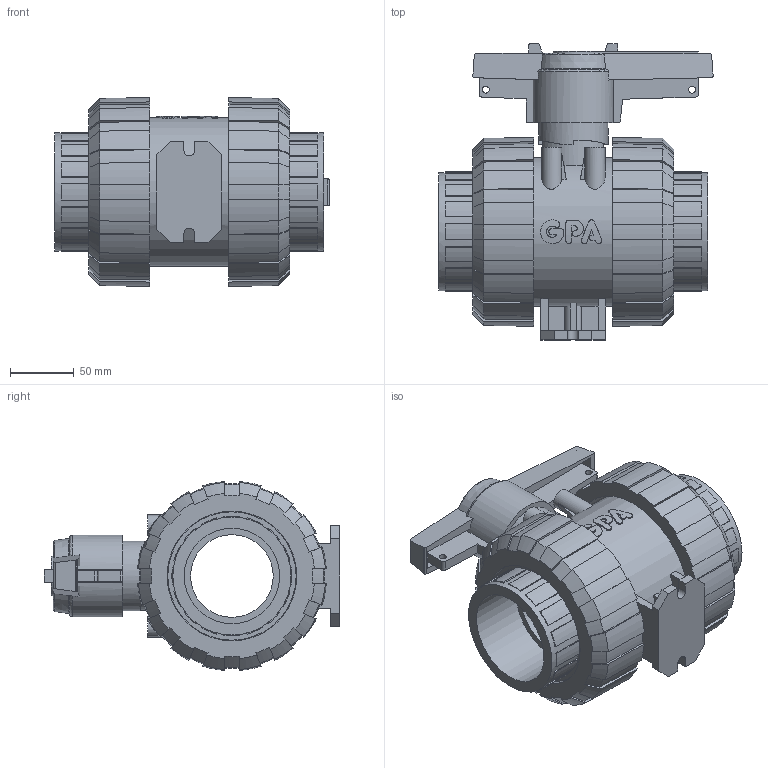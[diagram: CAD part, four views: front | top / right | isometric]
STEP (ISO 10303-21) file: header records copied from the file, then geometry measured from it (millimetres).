
FILE_DESCRIPTION(/* description */ ('PVC Ball Valve type M1 with EPDM gasket and PVC Sockets, Ø75/DN65, PN16'),/* implementation_level */ '2;1');
FILE_NAME(/* name */ 'M1IU-E-075',/* time_stamp */ '2022-08-04T16:47:02+02:00',/* author */ ('COAB Solutions - www.coabsolutions.com'),/* organization */ ('GPA Flowsystem'),/* preprocessor_version */ 'ST-DEVELOPER v18.1',/* originating_system */ 'coabsolutions.com',/* authorisation */ 'unknown authorization');
FILE_SCHEMA (('AUTOMOTIVE_DESIGN { 1 0 10303 214 3 1 1 }'));
Length unit declared in the file: millimetre
Products named in the file (1): M1IU-E-075
Bounding box: 215.7 x 232.83 x 148.54 mm (x, y, z)
Volume: 2089698.3 mm3; surface area: 311483.3 mm2
Topology: 1 solids, 1 shells, 570 faces, 1638 edges, 1091 vertices
Faces by surface type: plane 320, cone 140, cylinder 81, bspline 21, torus 8
Full cylindrical faces by diameter (mm): 5.5 x2, 16 x4, 54.7 x1, 65 x1, 75 x2, 92.9 x2, 101 x2, 102 x2, 114.5 x2, 117 x1, 123.3 x2
Entity records: 19591 total; most frequent: CARTESIAN_POINT 4948, ORIENTED_EDGE 3276, DIRECTION 2901, EDGE_CURVE 1638, VERTEX_POINT 1091, AXIS2_PLACEMENT_3D 1061, LINE 779, VECTOR 779
